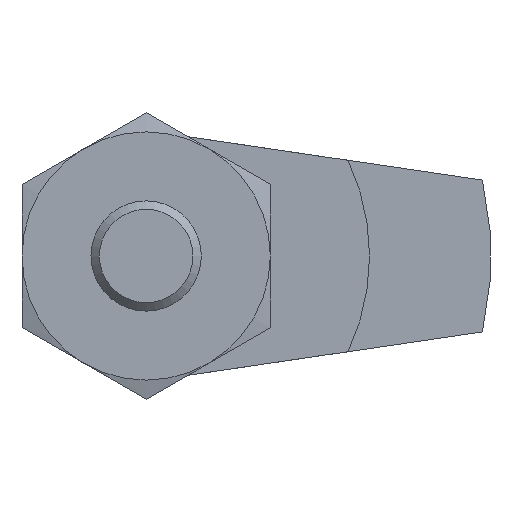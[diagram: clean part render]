
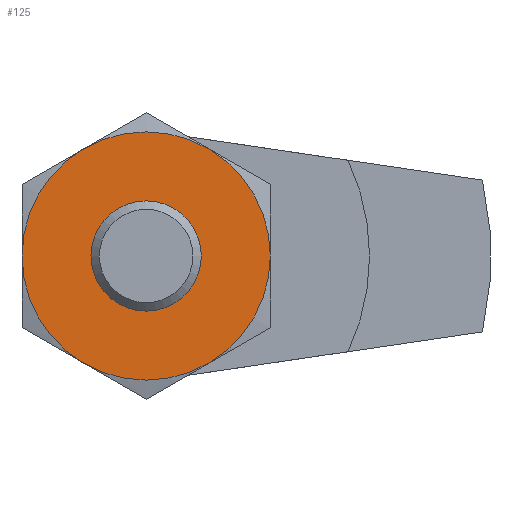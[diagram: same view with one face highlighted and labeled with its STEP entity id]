
A CAD part, front view. The second image highlights one B-rep face of the part: STEP entity #125.
In plain terms, the highlighted planar face has unit normal (0, -1, 0).
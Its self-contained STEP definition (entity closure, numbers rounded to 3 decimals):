
#125 = ADVANCED_FACE( '', ( #272, #273 ), #274, .F. );
#272 = FACE_BOUND( '', #435, .T. );
#273 = FACE_OUTER_BOUND( '', #436, .T. );
#274 = PLANE( '', #437 );
#435 = EDGE_LOOP( '', ( #713 ) );
#436 = EDGE_LOOP( '', ( #714, #715, #716, #717, #718, #719 ) );
#437 = AXIS2_PLACEMENT_3D( '', #720, #721, #722 );
#713 = ORIENTED_EDGE( '', *, *, #974, .F. );
#714 = ORIENTED_EDGE( '', *, *, #919, .T. );
#715 = ORIENTED_EDGE( '', *, *, #879, .T. );
#716 = ORIENTED_EDGE( '', *, *, #934, .T. );
#717 = ORIENTED_EDGE( '', *, *, #975, .T. );
#718 = ORIENTED_EDGE( '', *, *, #955, .T. );
#719 = ORIENTED_EDGE( '', *, *, #891, .T. );
#720 = CARTESIAN_POINT( '', ( 18., 0., 0. ) );
#721 = DIRECTION( '', ( 0., 1., 0. ) );
#722 = DIRECTION( '', ( 0., 0., 1. ) );
#879 = EDGE_CURVE( '', #1022, #1023, #1024, .T. );
#891 = EDGE_CURVE( '', #1044, #1045, #1046, .T. );
#919 = EDGE_CURVE( '', #1045, #1022, #1092, .T. );
#934 = EDGE_CURVE( '', #1023, #1112, #1113, .T. );
#955 = EDGE_CURVE( '', #1082, #1044, #1143, .T. );
#974 = EDGE_CURVE( '', #1168, #1168, #1169, .T. );
#975 = EDGE_CURVE( '', #1112, #1082, #1170, .T. );
#1022 = VERTEX_POINT( '', #1231 );
#1023 = VERTEX_POINT( '', #1232 );
#1024 = CIRCLE( '', #1233, 18. );
#1044 = VERTEX_POINT( '', #1269 );
#1045 = VERTEX_POINT( '', #1270 );
#1046 = CIRCLE( '', #1271, 18. );
#1082 = VERTEX_POINT( '', #1352 );
#1092 = CIRCLE( '', #1383, 18. );
#1112 = VERTEX_POINT( '', #1422 );
#1113 = CIRCLE( '', #1423, 18. );
#1143 = CIRCLE( '', #1465, 18. );
#1168 = VERTEX_POINT( '', #1507 );
#1169 = CIRCLE( '', #1508, 6.5 );
#1170 = CIRCLE( '', #1509, 18. );
#1231 = CARTESIAN_POINT( '', ( 18., 0., 0. ) );
#1232 = CARTESIAN_POINT( '', ( 9., 0., 15.588 ) );
#1233 = AXIS2_PLACEMENT_3D( '', #1596, #1597, #1598 );
#1269 = CARTESIAN_POINT( '', ( -9., 0., -15.588 ) );
#1270 = CARTESIAN_POINT( '', ( 9., 0., -15.588 ) );
#1271 = AXIS2_PLACEMENT_3D( '', #1608, #1609, #1610 );
#1352 = CARTESIAN_POINT( '', ( -18., 0., 0. ) );
#1383 = AXIS2_PLACEMENT_3D( '', #1628, #1629, #1630 );
#1422 = CARTESIAN_POINT( '', ( -9., 0., 15.588 ) );
#1423 = AXIS2_PLACEMENT_3D( '', #1644, #1645, #1646 );
#1465 = AXIS2_PLACEMENT_3D( '', #1676, #1677, #1678 );
#1507 = CARTESIAN_POINT( '', ( 0., 0., -6.5 ) );
#1508 = AXIS2_PLACEMENT_3D( '', #1695, #1696, #1697 );
#1509 = AXIS2_PLACEMENT_3D( '', #1698, #1699, #1700 );
#1596 = CARTESIAN_POINT( '', ( 0., 0., 0. ) );
#1597 = DIRECTION( '', ( 0., -1., 0. ) );
#1598 = DIRECTION( '', ( 0., 0., -1. ) );
#1608 = CARTESIAN_POINT( '', ( 0., 0., 0. ) );
#1609 = DIRECTION( '', ( 0., -1., 0. ) );
#1610 = DIRECTION( '', ( 0., 0., -1. ) );
#1628 = CARTESIAN_POINT( '', ( 0., 0., 0. ) );
#1629 = DIRECTION( '', ( 0., -1., 0. ) );
#1630 = DIRECTION( '', ( 0., 0., -1. ) );
#1644 = CARTESIAN_POINT( '', ( 0., 0., 0. ) );
#1645 = DIRECTION( '', ( 0., -1., 0. ) );
#1646 = DIRECTION( '', ( 0., 0., -1. ) );
#1676 = CARTESIAN_POINT( '', ( 0., 0., 0. ) );
#1677 = DIRECTION( '', ( 0., -1., 0. ) );
#1678 = DIRECTION( '', ( 0., 0., -1. ) );
#1695 = CARTESIAN_POINT( '', ( 0., 0., 0. ) );
#1696 = DIRECTION( '', ( 0., -1., 0. ) );
#1697 = DIRECTION( '', ( 0., 0., -1. ) );
#1698 = CARTESIAN_POINT( '', ( 0., 0., 0. ) );
#1699 = DIRECTION( '', ( 0., -1., 0. ) );
#1700 = DIRECTION( '', ( 0., 0., -1. ) );
